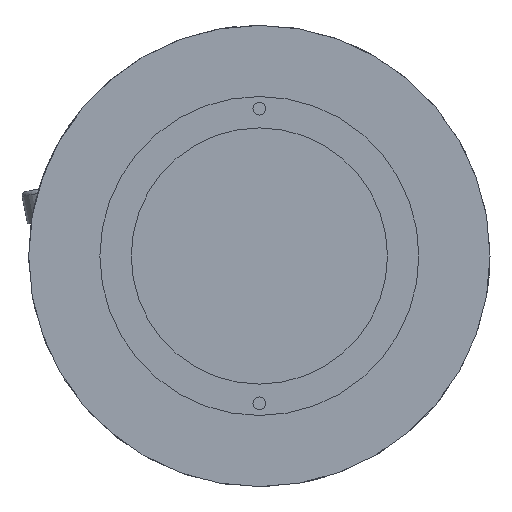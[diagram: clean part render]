
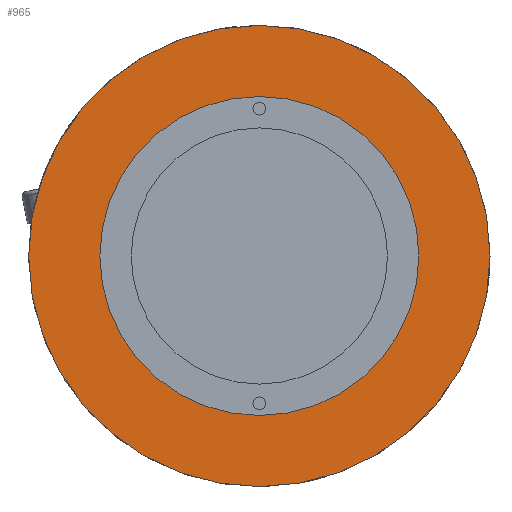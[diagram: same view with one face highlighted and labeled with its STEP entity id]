
A CAD part, left-side view. The second image highlights one B-rep face of the part: STEP entity #965.
In plain terms, the highlighted planar face has unit normal (-1, 0, 0).
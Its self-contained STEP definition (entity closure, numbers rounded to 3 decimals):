
#45 = DIRECTION ( 'NONE',  ( 0., 0., 1. ) ) ;
#84 = CARTESIAN_POINT ( 'NONE',  ( 0., 0., 0. ) ) ;
#125 = AXIS2_PLACEMENT_3D ( 'NONE', #84, #1849, #351 ) ;
#134 = CARTESIAN_POINT ( 'NONE',  ( 0., 0., 0. ) ) ;
#164 = CARTESIAN_POINT ( 'NONE',  ( 0., 0., -18. ) ) ;
#351 = DIRECTION ( 'NONE',  ( 0., 0., 1. ) ) ;
#545 = EDGE_CURVE ( 'NONE', #1351, #2010, #978, .T. ) ;
#628 = VERTEX_POINT ( 'NONE', #2588 ) ;
#667 = FACE_OUTER_BOUND ( 'NONE', #2218, .T. ) ;
#678 = DIRECTION ( 'NONE',  ( -1., 0., 0. ) ) ;
#727 = CIRCLE ( 'NONE', #125, 12.45 ) ;
#813 = CIRCLE ( 'NONE', #1933, 12.45 ) ;
#965 = ADVANCED_FACE ( 'NONE', ( #3225, #667 ), #2897, .F. ) ;
#978 = CIRCLE ( 'NONE', #1220, 18. ) ;
#1109 = EDGE_CURVE ( 'NONE', #2010, #1351, #2795, .T. ) ;
#1220 = AXIS2_PLACEMENT_3D ( 'NONE', #134, #678, #2324 ) ;
#1313 = DIRECTION ( 'NONE',  ( -1., 0., 0. ) ) ;
#1351 = VERTEX_POINT ( 'NONE', #164 ) ;
#1369 = AXIS2_PLACEMENT_3D ( 'NONE', #2079, #1313, #1574 ) ;
#1521 = AXIS2_PLACEMENT_3D ( 'NONE', #2379, #2916, #2131 ) ;
#1552 = DIRECTION ( 'NONE',  ( -1., 0., 0. ) ) ;
#1553 = CARTESIAN_POINT ( 'NONE',  ( 0., 0., -12.45 ) ) ;
#1573 = VERTEX_POINT ( 'NONE', #1553 ) ;
#1574 = DIRECTION ( 'NONE',  ( 0., 0., 1. ) ) ;
#1656 = EDGE_CURVE ( 'NONE', #628, #1573, #727, .T. ) ;
#1849 = DIRECTION ( 'NONE',  ( -1., 0., 0. ) ) ;
#1933 = AXIS2_PLACEMENT_3D ( 'NONE', #3073, #1552, #45 ) ;
#2010 = VERTEX_POINT ( 'NONE', #2240 ) ;
#2036 = EDGE_LOOP ( 'NONE', ( #2539, #2538 ) ) ;
#2079 = CARTESIAN_POINT ( 'NONE',  ( 0., 0., 0. ) ) ;
#2131 = DIRECTION ( 'NONE',  ( 0., 0., -1. ) ) ;
#2218 = EDGE_LOOP ( 'NONE', ( #2590, #2772 ) ) ;
#2240 = CARTESIAN_POINT ( 'NONE',  ( 0., 0., 18. ) ) ;
#2324 = DIRECTION ( 'NONE',  ( 0., 0., 1. ) ) ;
#2379 = CARTESIAN_POINT ( 'NONE',  ( 0., 18., 0. ) ) ;
#2501 = EDGE_CURVE ( 'NONE', #1573, #628, #813, .T. ) ;
#2538 = ORIENTED_EDGE ( 'NONE', *, *, #2501, .F. ) ;
#2539 = ORIENTED_EDGE ( 'NONE', *, *, #1656, .F. ) ;
#2588 = CARTESIAN_POINT ( 'NONE',  ( 0., 0., 12.45 ) ) ;
#2590 = ORIENTED_EDGE ( 'NONE', *, *, #1109, .T. ) ;
#2772 = ORIENTED_EDGE ( 'NONE', *, *, #545, .T. ) ;
#2795 = CIRCLE ( 'NONE', #1369, 18. ) ;
#2897 = PLANE ( 'NONE',  #1521 ) ;
#2916 = DIRECTION ( 'NONE',  ( 1., 0., 0. ) ) ;
#3073 = CARTESIAN_POINT ( 'NONE',  ( 0., 0., 0. ) ) ;
#3225 = FACE_BOUND ( 'NONE', #2036, .T. ) ;
